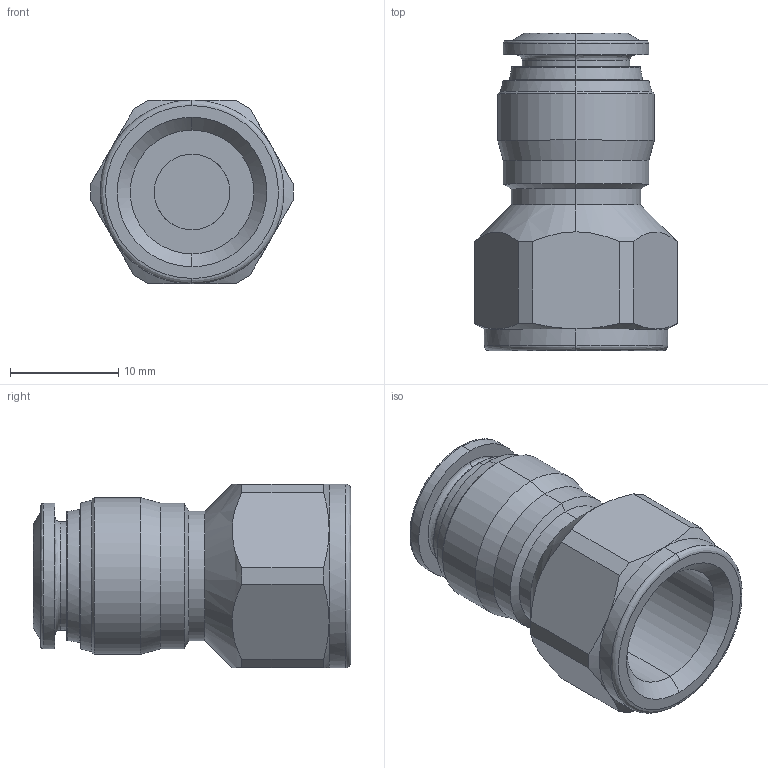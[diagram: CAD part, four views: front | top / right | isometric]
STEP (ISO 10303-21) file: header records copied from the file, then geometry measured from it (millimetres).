
FILE_DESCRIPTION (( 'STEP AP214' ), '1' );
FILE_NAME ('PCF08-G02_ME.STEP', '2018-09-06T09:35:53', ( '' ), ( '' ), 'SwSTEP 2.0', 'SolidWorks 2018', '' );
FILE_SCHEMA (( 'AUTOMOTIVE_DESIGN' ));
Length unit declared in the file: millimetre
Products named in the file (1): PCF08-G02_ME
Bounding box: 18.74 x 29.4 x 17 mm (x, y, z)
Volume: 3867 mm3; surface area: 2513 mm2
Topology: 1 solids, 1 shells, 83 faces, 190 edges, 114 vertices
Faces by surface type: bspline 83
Entity records: 3283 total; most frequent: CARTESIAN_POINT 2157, ORIENTED_EDGE 380, EDGE_CURVE 190, VERTEX_POINT 114, B_SPLINE_CURVE_WITH_KNOTS 113, EDGE_LOOP 92, ADVANCED_FACE 83, FACE_OUTER_BOUND 83
